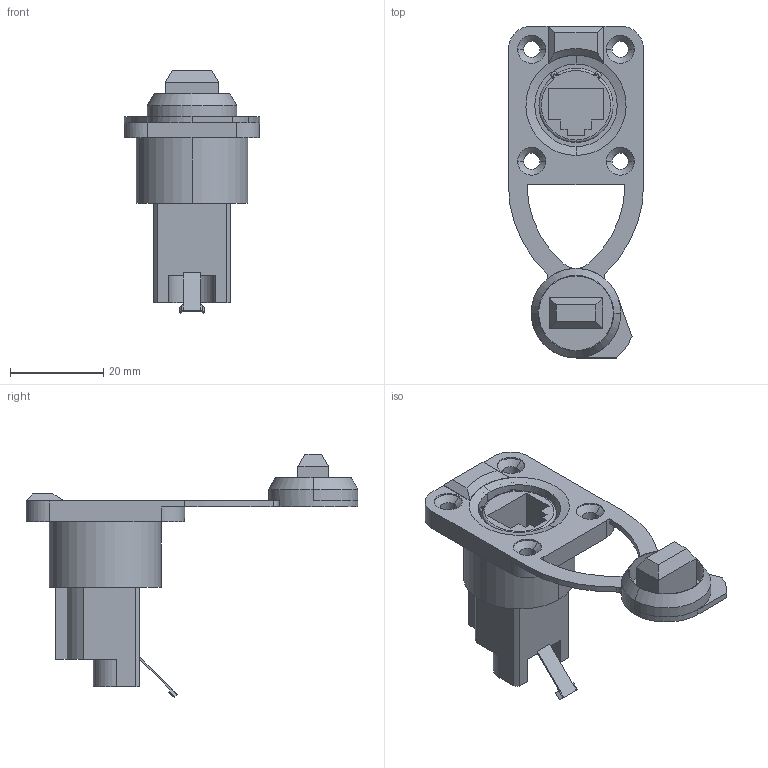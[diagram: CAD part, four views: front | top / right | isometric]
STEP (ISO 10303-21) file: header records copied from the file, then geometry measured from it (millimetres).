
FILE_DESCRIPTION((''),'2;1');
FILE_NAME('D-NE8FDX-Y6-W','2016-03-17T',('odo'),(''),'CREO PARAMETRIC BY PTC INC, 2015380','CREO PARAMETRIC BY PTC INC, 2015380','');
FILE_SCHEMA(('CONFIG_CONTROL_DESIGN'));
Length unit declared in the file: millimetre
Products named in the file (1): D-NE8FDX-Y6-W
Bounding box: 29 x 71.2 x 52.2 mm (x, y, z)
Volume: 13985.6 mm3; surface area: 9239 mm2
Topology: 1 solids, 1 shells, 140 faces, 360 edges, 223 vertices
Faces by surface type: plane 69, cylinder 50, cone 13, bspline 6, torus 2
Entity records: 4360 total; most frequent: CARTESIAN_POINT 841, DIRECTION 754, ORIENTED_EDGE 712, EDGE_CURVE 356, AXIS2_PLACEMENT_3D 266, VERTEX_POINT 223, VECTOR 222, LINE 222
